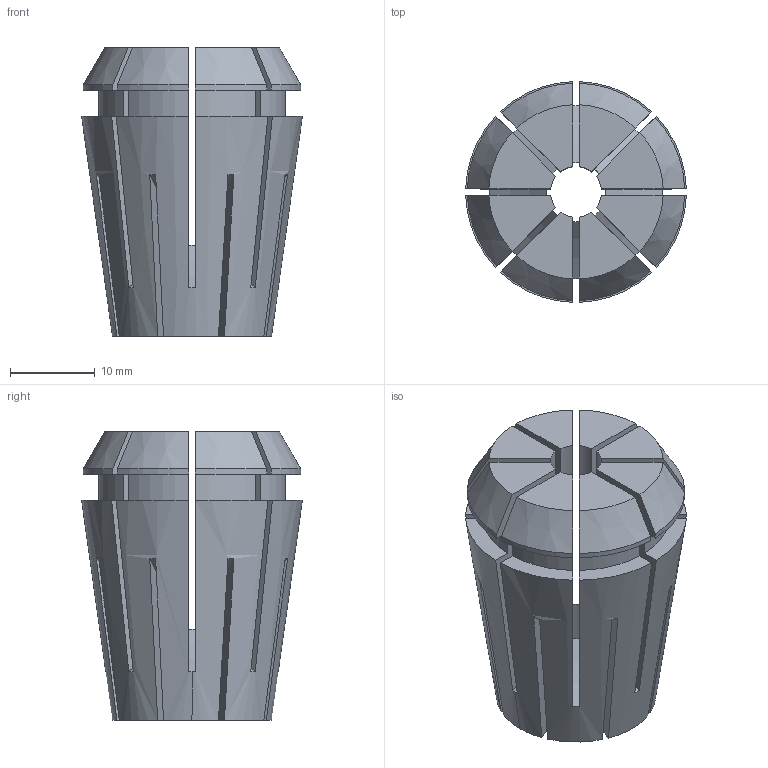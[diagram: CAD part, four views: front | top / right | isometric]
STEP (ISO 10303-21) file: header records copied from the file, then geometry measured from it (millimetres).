
FILE_DESCRIPTION (( 'STEP AP203' ), '1' );
FILE_NAME ('STP-5250-114-025-006-0(04545-06).STEP', '2022-09-07T06:18:55', ( '' ), ( '' ), 'SwSTEP 2.0', 'SolidWorks 2017', '' );
FILE_SCHEMA (( 'CONFIG_CONTROL_DESIGN' ));
Length unit declared in the file: millimetre
Products named in the file (1): STP-5250-114-025-006-0(04545-06)
Bounding box: 25.99 x 25.99 x 34 mm (x, y, z)
Volume: 10546.8 mm3; surface area: 8754.4 mm2
Topology: 1 solids, 1 shells, 124 faces, 372 edges, 248 vertices
Faces by surface type: plane 72, cylinder 42, cone 10
Entity records: 4447 total; most frequent: CARTESIAN_POINT 1107, ORIENTED_EDGE 744, DIRECTION 646, EDGE_CURVE 372, AXIS2_PLACEMENT_3D 249, VERTEX_POINT 248, LINE 148, VECTOR 148
